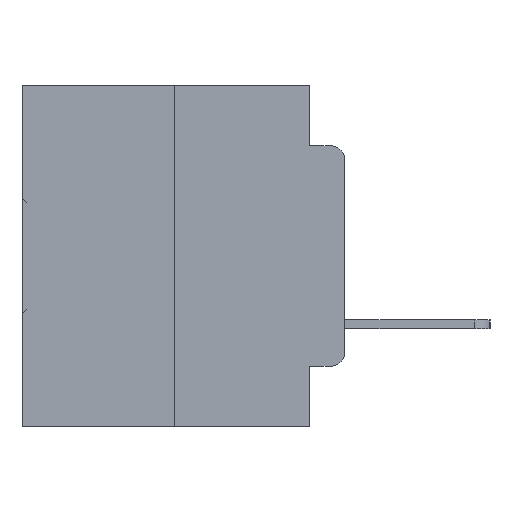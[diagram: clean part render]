
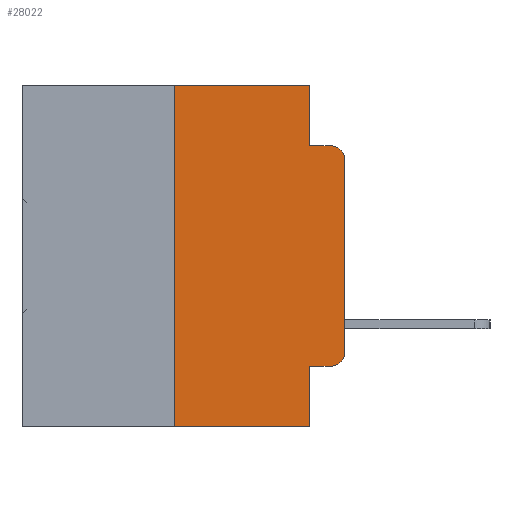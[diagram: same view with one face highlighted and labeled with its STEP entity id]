
A CAD part, left-side view. The second image highlights one B-rep face of the part: STEP entity #28022.
In plain terms, the highlighted planar face has unit normal (-1, 0, 0).
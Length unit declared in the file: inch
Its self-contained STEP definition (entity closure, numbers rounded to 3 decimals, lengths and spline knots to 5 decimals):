
#205 = DIRECTION ( 'NONE',  ( 0., 0., -1. ) ) ;
#305 = CARTESIAN_POINT ( 'NONE',  ( 0., 0.051, 0. ) ) ;
#383 = VERTEX_POINT ( 'NONE', #27478 ) ;
#1261 = LINE ( 'NONE', #18869, #27231 ) ;
#1475 = ORIENTED_EDGE ( 'NONE', *, *, #13880, .T. ) ;
#1761 = LINE ( 'NONE', #6487, #26158 ) ;
#1907 = ORIENTED_EDGE ( 'NONE', *, *, #14515, .F. ) ;
#1910 = EDGE_CURVE ( 'NONE', #383, #29073, #26763, .T. ) ;
#2337 = CARTESIAN_POINT ( 'NONE',  ( 0., 0.051, 0. ) ) ;
#3520 = VERTEX_POINT ( 'NONE', #31966 ) ;
#4589 = AXIS2_PLACEMENT_3D ( 'NONE', #30312, #15500, #205 ) ;
#4849 = VERTEX_POINT ( 'NONE', #25718 ) ;
#4883 = AXIS2_PLACEMENT_3D ( 'NONE', #24129, #26718, #11817 ) ;
#5825 = AXIS2_PLACEMENT_3D ( 'NONE', #9867, #27323, #12433 ) ;
#5969 = EDGE_CURVE ( 'NONE', #16916, #18877, #10095, .T. ) ;
#5981 = VECTOR ( 'NONE', #16045, 39.37008 ) ;
#6097 = CARTESIAN_POINT ( 'NONE',  ( 0., 0.051, -0.0885 ) ) ;
#6112 = LINE ( 'NONE', #305, #12878 ) ;
#6487 = CARTESIAN_POINT ( 'NONE',  ( 0., 0.051, -0.4115 ) ) ;
#7393 = CARTESIAN_POINT ( 'NONE',  ( 0., 0.051, 0. ) ) ;
#7491 = VERTEX_POINT ( 'NONE', #25887 ) ;
#7934 = ORIENTED_EDGE ( 'NONE', *, *, #27831, .T. ) ;
#7962 = FACE_OUTER_BOUND ( 'NONE', #16526, .T. ) ;
#9239 = PLANE ( 'NONE',  #4883 ) ;
#9318 = VERTEX_POINT ( 'NONE', #31731 ) ;
#9521 = ORIENTED_EDGE ( 'NONE', *, *, #5969, .F. ) ;
#9867 = CARTESIAN_POINT ( 'NONE',  ( 0., 0.02, -0.1085 ) ) ;
#9872 = ORIENTED_EDGE ( 'NONE', *, *, #1910, .F. ) ;
#10095 = LINE ( 'NONE', #2337, #12811 ) ;
#10621 = EDGE_CURVE ( 'NONE', #23335, #19516, #13355, .T. ) ;
#11817 = DIRECTION ( 'NONE',  ( 0., 0., -1. ) ) ;
#12433 = DIRECTION ( 'NONE',  ( 0., 0., -1. ) ) ;
#12811 = VECTOR ( 'NONE', #24880, 39.37008 ) ;
#12878 = VECTOR ( 'NONE', #15600, 39.37008 ) ;
#13355 = LINE ( 'NONE', #21080, #32311 ) ;
#13560 = LINE ( 'NONE', #21024, #5981 ) ;
#13880 = EDGE_CURVE ( 'NONE', #7491, #29073, #26891, .T. ) ;
#14343 = CARTESIAN_POINT ( 'NONE',  ( 0., 0.051, -0.5 ) ) ;
#14515 = EDGE_CURVE ( 'NONE', #4849, #23335, #1261, .T. ) ;
#15500 = DIRECTION ( 'NONE',  ( -1., 0., 0. ) ) ;
#15600 = DIRECTION ( 'NONE',  ( 0., 0., -1. ) ) ;
#15964 = CARTESIAN_POINT ( 'NONE',  ( 0., 0.02, -0.0885 ) ) ;
#16045 = DIRECTION ( 'NONE',  ( 0., -1., 0. ) ) ;
#16388 = CARTESIAN_POINT ( 'NONE',  ( 0., 0.051, -0.4115 ) ) ;
#16526 = EDGE_LOOP ( 'NONE', ( #27427, #1475, #9872, #19708, #21298, #1907, #7934, #9521, #22872, #29672 ) ) ;
#16585 = VECTOR ( 'NONE', #20521, 39.37008 ) ;
#16810 = EDGE_CURVE ( 'NONE', #3520, #9318, #31876, .T. ) ;
#16916 = VERTEX_POINT ( 'NONE', #16388 ) ;
#18016 = CARTESIAN_POINT ( 'NONE',  ( 0., 0., 0. ) ) ;
#18030 = CARTESIAN_POINT ( 'NONE',  ( 0., 0.25, 0. ) ) ;
#18869 = CARTESIAN_POINT ( 'NONE',  ( 0., 0.25, 0. ) ) ;
#18877 = VERTEX_POINT ( 'NONE', #14343 ) ;
#19516 = VERTEX_POINT ( 'NONE', #7393 ) ;
#19708 = ORIENTED_EDGE ( 'NONE', *, *, #26141, .F. ) ;
#20521 = DIRECTION ( 'NONE',  ( 0., 0., 1. ) ) ;
#20544 = EDGE_CURVE ( 'NONE', #9318, #7491, #29702, .T. ) ;
#21024 = CARTESIAN_POINT ( 'NONE',  ( 0., 0.473, -0.5 ) ) ;
#21080 = CARTESIAN_POINT ( 'NONE',  ( 0., 0.473, 0. ) ) ;
#21298 = ORIENTED_EDGE ( 'NONE', *, *, #10621, .F. ) ;
#21584 = DIRECTION ( 'NONE',  ( 0., -1., 0. ) ) ;
#22872 = ORIENTED_EDGE ( 'NONE', *, *, #30038, .T. ) ;
#23335 = VERTEX_POINT ( 'NONE', #18030 ) ;
#23578 = DIRECTION ( 'NONE',  ( 0., -1., 0. ) ) ;
#23686 = DIRECTION ( 'NONE',  ( 0., -1., 0. ) ) ;
#24129 = CARTESIAN_POINT ( 'NONE',  ( 0., 0.473, 0. ) ) ;
#24880 = DIRECTION ( 'NONE',  ( 0., 0., -1. ) ) ;
#25718 = CARTESIAN_POINT ( 'NONE',  ( 0., 0.25, -0.5 ) ) ;
#25887 = CARTESIAN_POINT ( 'NONE',  ( 0., 0., -0.1085 ) ) ;
#26141 = EDGE_CURVE ( 'NONE', #19516, #383, #6112, .T. ) ;
#26158 = VECTOR ( 'NONE', #21584, 39.37008 ) ;
#26718 = DIRECTION ( 'NONE',  ( 1., 0., 0. ) ) ;
#26763 = LINE ( 'NONE', #6097, #27530 ) ;
#26891 = CIRCLE ( 'NONE', #5825, 0.02 ) ;
#27231 = VECTOR ( 'NONE', #31268, 39.37008 ) ;
#27323 = DIRECTION ( 'NONE',  ( -1., 0., 0. ) ) ;
#27427 = ORIENTED_EDGE ( 'NONE', *, *, #20544, .T. ) ;
#27478 = CARTESIAN_POINT ( 'NONE',  ( 0., 0.051, -0.0885 ) ) ;
#27530 = VECTOR ( 'NONE', #23686, 39.37008 ) ;
#27831 = EDGE_CURVE ( 'NONE', #4849, #18877, #13560, .T. ) ;
#28022 = ADVANCED_FACE ( 'NONE', ( #7962 ), #9239, .F. ) ;
#29073 = VERTEX_POINT ( 'NONE', #15964 ) ;
#29672 = ORIENTED_EDGE ( 'NONE', *, *, #16810, .T. ) ;
#29702 = LINE ( 'NONE', #18016, #16585 ) ;
#30038 = EDGE_CURVE ( 'NONE', #16916, #3520, #1761, .T. ) ;
#30312 = CARTESIAN_POINT ( 'NONE',  ( 0., 0.02, -0.3915 ) ) ;
#31268 = DIRECTION ( 'NONE',  ( 0., 0., 1. ) ) ;
#31731 = CARTESIAN_POINT ( 'NONE',  ( 0., 0., -0.3915 ) ) ;
#31876 = CIRCLE ( 'NONE', #4589, 0.02 ) ;
#31966 = CARTESIAN_POINT ( 'NONE',  ( 0., 0.02, -0.4115 ) ) ;
#32311 = VECTOR ( 'NONE', #23578, 39.37008 ) ;
